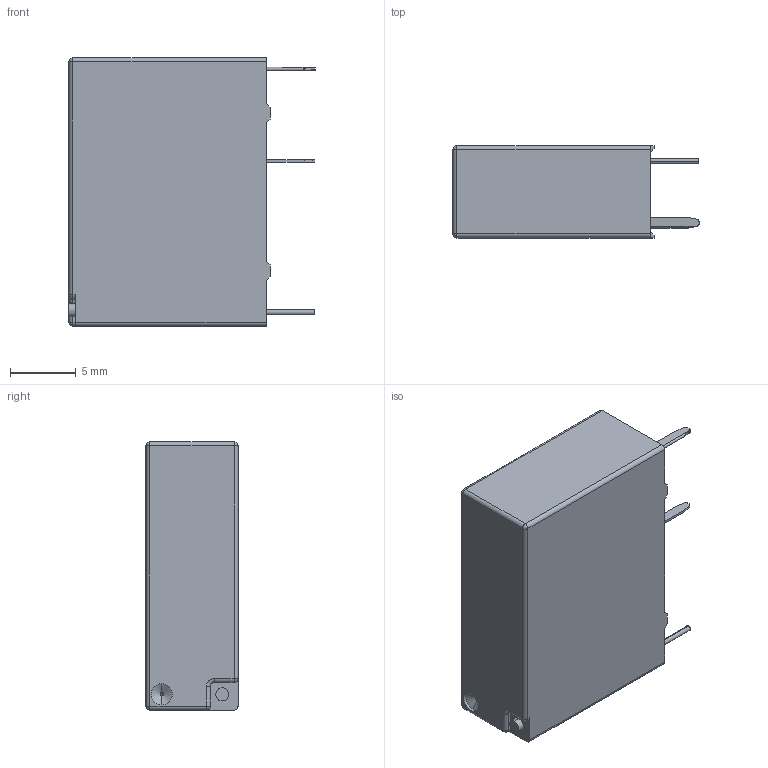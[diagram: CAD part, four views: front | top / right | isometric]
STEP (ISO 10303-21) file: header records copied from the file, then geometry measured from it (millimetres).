
FILE_DESCRIPTION (( 'STEP AP214' ), '1' );
FILE_NAME ('User Library-46F-1.STEP', '2017-02-03T19:22:44', ( 'Windows User' ), ( '' ), 'SwSTEP 2.0', 'SolidWorks 2017', '' );
FILE_SCHEMA (( 'AUTOMOTIVE_DESIGN' ));
Length unit declared in the file: millimetre
Products named in the file (1): User Library-46F-1
Bounding box: 18.71 x 7 x 20.4 mm (x, y, z)
Surface area: 2388.2 mm2 (no closed solid volume)
Topology: 0 solids, 13 shells, 488 faces, 1316 edges, 852 vertices
Faces by surface type: plane 295, cylinder 144, torus 28, bspline 15, cone 6
Entity records: 15683 total; most frequent: CARTESIAN_POINT 3414, ORIENTED_EDGE 2586, DIRECTION 2443, EDGE_CURVE 1309, LINE 929, VECTOR 929, VERTEX_POINT 852, AXIS2_PLACEMENT_3D 757
